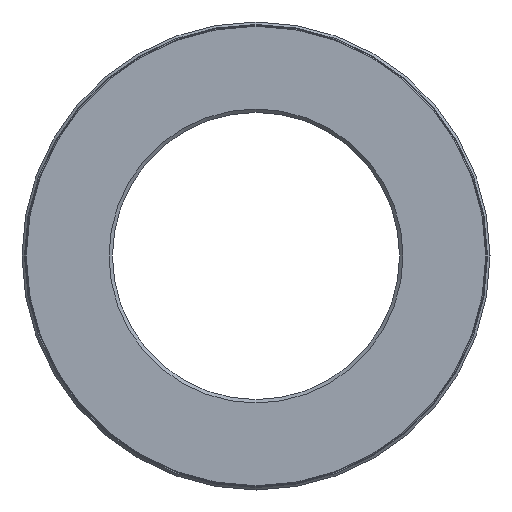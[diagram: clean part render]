
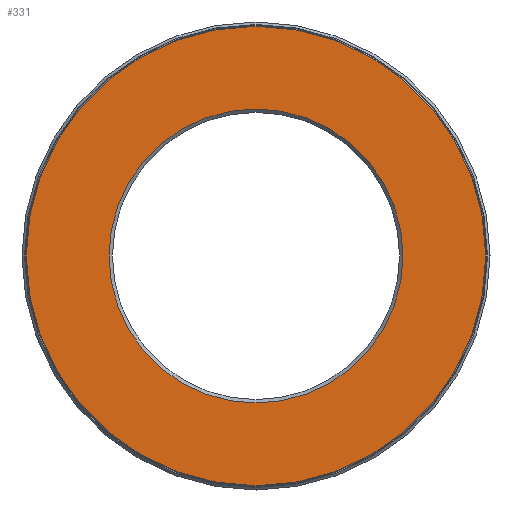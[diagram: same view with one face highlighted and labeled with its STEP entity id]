
A CAD part, front view. The second image highlights one B-rep face of the part: STEP entity #331.
In plain terms, the highlighted planar face has unit normal (0, -1, 0).
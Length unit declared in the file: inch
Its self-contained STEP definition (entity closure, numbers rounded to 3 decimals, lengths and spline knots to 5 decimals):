
#1 = FACE_OUTER_BOUND ( 'NONE', #556, .T. ) ;
#24 = VERTEX_POINT ( 'NONE', #419 ) ;
#105 = EDGE_LOOP ( 'NONE', ( #377 ) ) ;
#127 = CARTESIAN_POINT ( 'NONE',  ( 0., 0., 0. ) ) ;
#159 = CIRCLE ( 'NONE', #384, 1.35 ) ;
#216 = CIRCLE ( 'NONE', #304, 0.86375 ) ;
#256 = EDGE_CURVE ( 'NONE', #24, #24, #159, .T. ) ;
#259 = CARTESIAN_POINT ( 'NONE',  ( 0., 0., 0. ) ) ;
#265 = PLANE ( 'NONE',  #601 ) ;
#304 = AXIS2_PLACEMENT_3D ( 'NONE', #127, #558, #328 ) ;
#309 = CARTESIAN_POINT ( 'NONE',  ( 0., 0., 0. ) ) ;
#328 = DIRECTION ( 'NONE',  ( 0., 0., 1. ) ) ;
#331 = ADVANCED_FACE ( 'NONE', ( #1, #450 ), #265, .F. ) ;
#339 = VERTEX_POINT ( 'NONE', #411 ) ;
#377 = ORIENTED_EDGE ( 'NONE', *, *, #589, .T. ) ;
#384 = AXIS2_PLACEMENT_3D ( 'NONE', #259, #495, #401 ) ;
#401 = DIRECTION ( 'NONE',  ( 0., 0., 1. ) ) ;
#403 = ORIENTED_EDGE ( 'NONE', *, *, #256, .F. ) ;
#411 = CARTESIAN_POINT ( 'NONE',  ( 0., 0., 0.86375 ) ) ;
#419 = CARTESIAN_POINT ( 'NONE',  ( 0., 0., 1.35 ) ) ;
#441 = DIRECTION ( 'NONE',  ( 0., 0., 1. ) ) ;
#445 = DIRECTION ( 'NONE',  ( 0., 1., 0. ) ) ;
#450 = FACE_BOUND ( 'NONE', #105, .T. ) ;
#495 = DIRECTION ( 'NONE',  ( 0., 1., 0. ) ) ;
#556 = EDGE_LOOP ( 'NONE', ( #403 ) ) ;
#558 = DIRECTION ( 'NONE',  ( 0., 1., 0. ) ) ;
#589 = EDGE_CURVE ( 'NONE', #339, #339, #216, .T. ) ;
#601 = AXIS2_PLACEMENT_3D ( 'NONE', #309, #445, #441 ) ;
